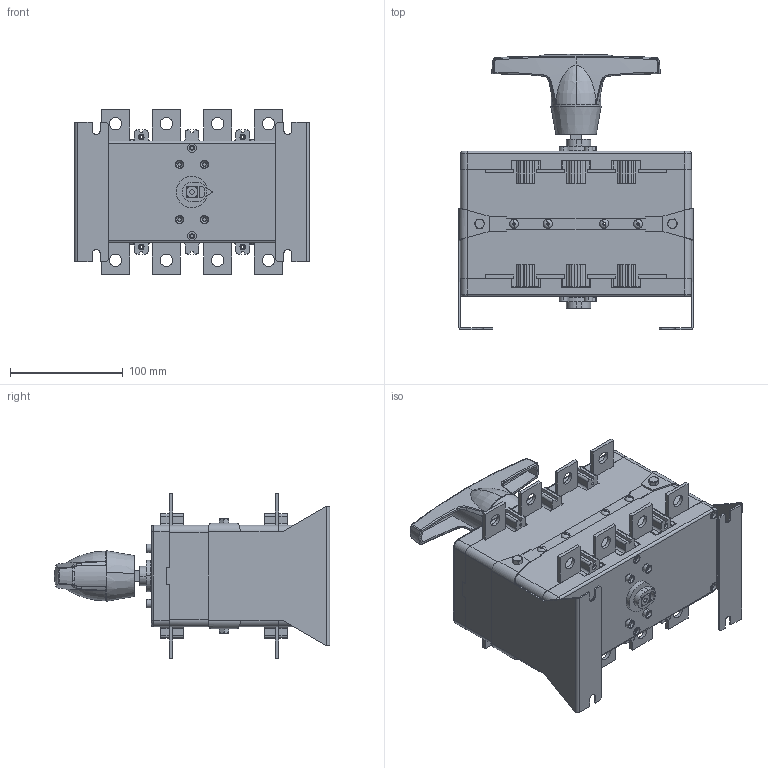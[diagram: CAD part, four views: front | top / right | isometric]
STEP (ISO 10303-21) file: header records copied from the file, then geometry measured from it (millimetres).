
FILE_DESCRIPTION (( 'STEP AP203' ), '1' );
FILE_NAME ('MFB32-400-4.STEP', '2018-05-11T20:09:55', ( 'Holec' ), ( 'Microsoft' ), 'SwSTEP 2.0', 'SolidWorks 2017', '' );
FILE_SCHEMA (( 'CONFIG_CONTROL_DESIGN' ));
Length unit declared in the file: millimetre
Products named in the file (13): 5.13.18.021; M5x15; Corpo250; N3222042; Contato Fixo400; N4222593; Tampa250; Cópia de Manopla 150; S32-400; MFB32-400-4; Indicador BB 250; Eixo BB 250; Bucha de acabento manopla
Assembly tree (33 placements, depth 3):
  MFB32-400-4
    S32-400  x2
      Corpo250
      Contato Fixo400
      Tampa250
    Indicador BB 250  x2
    Eixo BB 250
    Bucha de acabento manopla
    5.13.18.021  x8
    M5x15  x4
    N3222042  x2
    N4222593  x2
    Cópia de Manopla 150
Bounding box: 208 x 244.25 x 146 mm (x, y, z)
Volume: 979463.1 mm3; surface area: 527424.5 mm2
Topology: 41 solids, 41 shells, 3691 faces, 10054 edges, 6551 vertices
Faces by surface type: plane 2327, cylinder 1023, cone 145, torus 138, bspline 46, sphere 12
Entity records: 55971 total; most frequent: CARTESIAN_POINT 12305, ORIENTED_EDGE 8918, DIRECTION 8576, EDGE_CURVE 4459, VECTOR 2938, LINE 2938, VERTEX_POINT 2892, AXIS2_PLACEMENT_3D 2819
